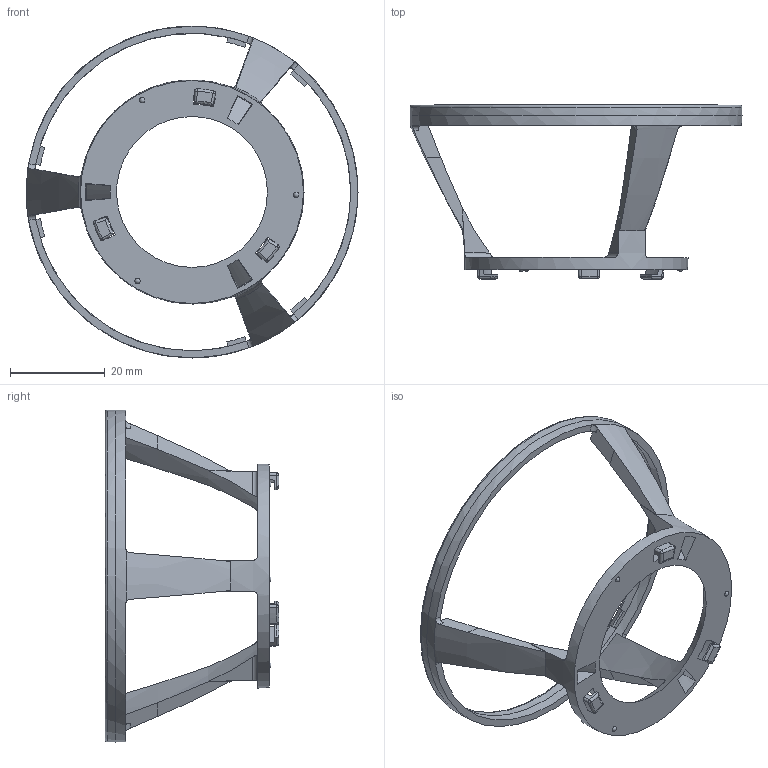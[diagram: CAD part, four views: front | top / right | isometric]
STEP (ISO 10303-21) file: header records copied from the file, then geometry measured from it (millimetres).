
FILE_DESCRIPTION(('STEP AP242'),'1');
FILE_NAME('Cage Holder.stp','2025-12-15T14:22:47',(' '),(' '),'Spatial InterOp 3D',' ',' ');
FILE_SCHEMA(('AP242_MANAGED_MODEL_BASED_3D_ENGINEERING_MIM_LF {1 0 10303 442 1 1 4}'));
Length unit declared in the file: millimetre
Products named in the file (1): Cage Holder
Bounding box: 70 x 36.66 x 70 mm (x, y, z)
Volume: 5301.4 mm3; surface area: 7025.6 mm2
Topology: 1 solids, 1 shells, 306 faces, 850 edges, 554 vertices
Faces by surface type: plane 112, extrusion 95, cone 39, cylinder 21, torus 20, sphere 9, bspline 6, revolution 4
Entity records: 13138 total; most frequent: CARTESIAN_POINT 3539, ORIENTED_EDGE 1678, DIRECTION 1082, EDGE_CURVE 839, VERTEX_POINT 549, B_SPLINE_CURVE_WITH_KNOTS 503, VECTOR 382, AXIS2_PLACEMENT_3D 348
